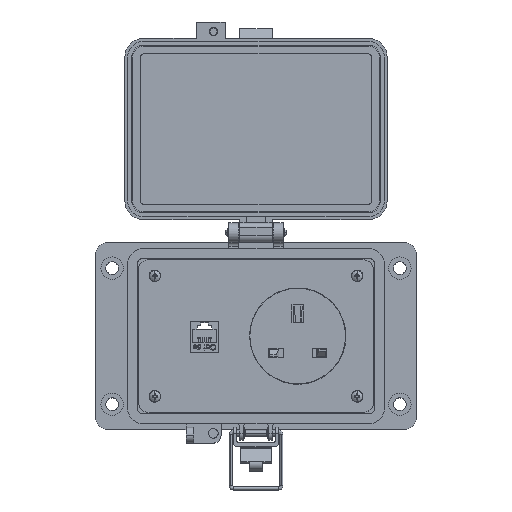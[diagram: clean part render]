
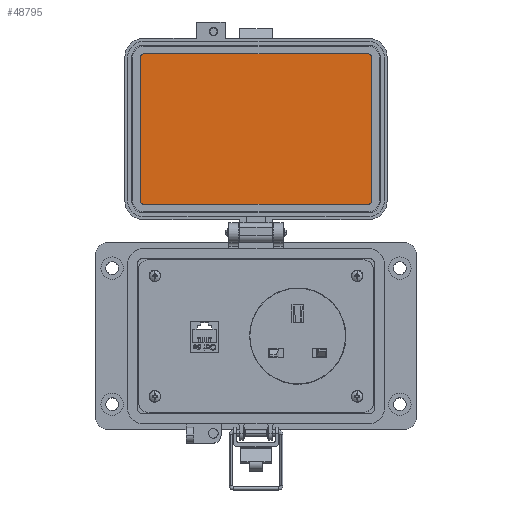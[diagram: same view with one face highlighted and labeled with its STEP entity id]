
A CAD part, top view. The second image highlights one B-rep face of the part: STEP entity #48795.
In plain terms, the highlighted planar face has unit normal (0, 0, 1).
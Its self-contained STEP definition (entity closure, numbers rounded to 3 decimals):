
#521 = AXIS2_PLACEMENT_3D ( 'NONE', #8267, #44186, #13443 ) ;
#976 = EDGE_CURVE ( 'NONE', #51781, #10136, #49433, .T. ) ;
#1112 = CARTESIAN_POINT ( 'NONE',  ( 57.717, 145.119, 8.694 ) ) ;
#1805 = CIRCLE ( 'NONE', #44633, 1.785 ) ;
#2457 = VERTEX_POINT ( 'NONE', #48545 ) ;
#2781 = EDGE_CURVE ( 'NONE', #21253, #30706, #18860, .T. ) ;
#3134 = DIRECTION ( 'NONE',  ( 0., -1., 0. ) ) ;
#3795 = ORIENTED_EDGE ( 'NONE', *, *, #53129, .F. ) ;
#5878 = CARTESIAN_POINT ( 'NONE',  ( -57.72, 67.765, 8.694 ) ) ;
#6530 = CIRCLE ( 'NONE', #47671, 1.785 ) ;
#7509 = ORIENTED_EDGE ( 'NONE', *, *, #12167, .F. ) ;
#8267 = CARTESIAN_POINT ( 'NONE',  ( 57.717, 69.55, 8.694 ) ) ;
#8614 = VECTOR ( 'NONE', #55158, 1000. ) ;
#10051 = VECTOR ( 'NONE', #37212, 1000. ) ;
#10117 = CARTESIAN_POINT ( 'NONE',  ( 57.717, 67.765, 8.694 ) ) ;
#10136 = VERTEX_POINT ( 'NONE', #60812 ) ;
#10202 = CARTESIAN_POINT ( 'NONE',  ( -57.72, 143.334, 8.694 ) ) ;
#10413 = ORIENTED_EDGE ( 'NONE', *, *, #26604, .F. ) ;
#12167 = EDGE_CURVE ( 'NONE', #2457, #47569, #17524, .T. ) ;
#13443 = DIRECTION ( 'NONE',  ( 0., -1., 0. ) ) ;
#14133 = CARTESIAN_POINT ( 'NONE',  ( -57.72, 69.55, 8.694 ) ) ;
#15285 = DIRECTION ( 'NONE',  ( 0., 0., -1. ) ) ;
#15418 = DIRECTION ( 'NONE',  ( 0., -1., 0. ) ) ;
#17524 = CIRCLE ( 'NONE', #521, 1.785 ) ;
#17586 = DIRECTION ( 'NONE',  ( 0., 1., 0. ) ) ;
#17711 = ORIENTED_EDGE ( 'NONE', *, *, #37851, .F. ) ;
#18860 = LINE ( 'NONE', #1112, #10051 ) ;
#19264 = DIRECTION ( 'NONE',  ( 0., -1., 0. ) ) ;
#20591 = ORIENTED_EDGE ( 'NONE', *, *, #976, .F. ) ;
#20741 = VERTEX_POINT ( 'NONE', #28652 ) ;
#21253 = VERTEX_POINT ( 'NONE', #60007 ) ;
#21345 = DIRECTION ( 'NONE',  ( -1., 0., 0. ) ) ;
#23832 = LINE ( 'NONE', #24413, #8614 ) ;
#24413 = CARTESIAN_POINT ( 'NONE',  ( 59.502, 69.55, 8.694 ) ) ;
#26604 = EDGE_CURVE ( 'NONE', #10136, #21253, #1805, .T. ) ;
#27482 = EDGE_CURVE ( 'NONE', #30706, #20741, #6530, .T. ) ;
#28652 = CARTESIAN_POINT ( 'NONE',  ( 59.502, 143.334, 8.694 ) ) ;
#28696 = PLANE ( 'NONE',  #61242 ) ;
#30706 = VERTEX_POINT ( 'NONE', #43613 ) ;
#33868 = DIRECTION ( 'NONE',  ( 0., 0., 1. ) ) ;
#35235 = CIRCLE ( 'NONE', #53647, 1.785 ) ;
#35661 = CARTESIAN_POINT ( 'NONE',  ( -59.505, 69.55, 8.694 ) ) ;
#36281 = CARTESIAN_POINT ( 'NONE',  ( -57.72, 67.765, 8.694 ) ) ;
#36761 = CARTESIAN_POINT ( 'NONE',  ( -59.505, 143.334, 8.694 ) ) ;
#37212 = DIRECTION ( 'NONE',  ( 1., 0., 0. ) ) ;
#37851 = EDGE_CURVE ( 'NONE', #47569, #60164, #65515, .T. ) ;
#42963 = EDGE_LOOP ( 'NONE', ( #10413, #20591, #3795, #17711, #7509, #57281, #59653, #49113 ) ) ;
#43613 = CARTESIAN_POINT ( 'NONE',  ( 57.717, 145.119, 8.694 ) ) ;
#44186 = DIRECTION ( 'NONE',  ( 0., 0., -1. ) ) ;
#44633 = AXIS2_PLACEMENT_3D ( 'NONE', #10202, #46106, #15418 ) ;
#45971 = CARTESIAN_POINT ( 'NONE',  ( 57.717, 143.334, 8.694 ) ) ;
#46106 = DIRECTION ( 'NONE',  ( 0., 0., -1. ) ) ;
#46253 = EDGE_CURVE ( 'NONE', #20741, #2457, #23832, .T. ) ;
#47569 = VERTEX_POINT ( 'NONE', #10117 ) ;
#47671 = AXIS2_PLACEMENT_3D ( 'NONE', #45971, #15285, #51131 ) ;
#48545 = CARTESIAN_POINT ( 'NONE',  ( 59.502, 69.55, 8.694 ) ) ;
#48795 = ADVANCED_FACE ( 'NONE', ( #50908 ), #28696, .T. ) ;
#49113 = ORIENTED_EDGE ( 'NONE', *, *, #2781, .F. ) ;
#49433 = LINE ( 'NONE', #36761, #51046 ) ;
#50011 = DIRECTION ( 'NONE',  ( 0., 0., -1. ) ) ;
#50908 = FACE_OUTER_BOUND ( 'NONE', #42963, .T. ) ;
#51046 = VECTOR ( 'NONE', #17586, 1000. ) ;
#51131 = DIRECTION ( 'NONE',  ( 0., -1., 0. ) ) ;
#51781 = VERTEX_POINT ( 'NONE', #35661 ) ;
#53129 = EDGE_CURVE ( 'NONE', #60164, #51781, #35235, .T. ) ;
#53647 = AXIS2_PLACEMENT_3D ( 'NONE', #14133, #50011, #19264 ) ;
#55158 = DIRECTION ( 'NONE',  ( 0., -1., 0. ) ) ;
#57281 = ORIENTED_EDGE ( 'NONE', *, *, #46253, .F. ) ;
#59653 = ORIENTED_EDGE ( 'NONE', *, *, #27482, .F. ) ;
#60007 = CARTESIAN_POINT ( 'NONE',  ( -57.72, 145.119, 8.694 ) ) ;
#60164 = VERTEX_POINT ( 'NONE', #36281 ) ;
#60812 = CARTESIAN_POINT ( 'NONE',  ( -59.505, 143.334, 8.694 ) ) ;
#61242 = AXIS2_PLACEMENT_3D ( 'NONE', #64610, #33868, #3134 ) ;
#63914 = VECTOR ( 'NONE', #21345, 1000. ) ;
#64610 = CARTESIAN_POINT ( 'NONE',  ( -30.745, 145.119, 8.694 ) ) ;
#65515 = LINE ( 'NONE', #5878, #63914 ) ;
